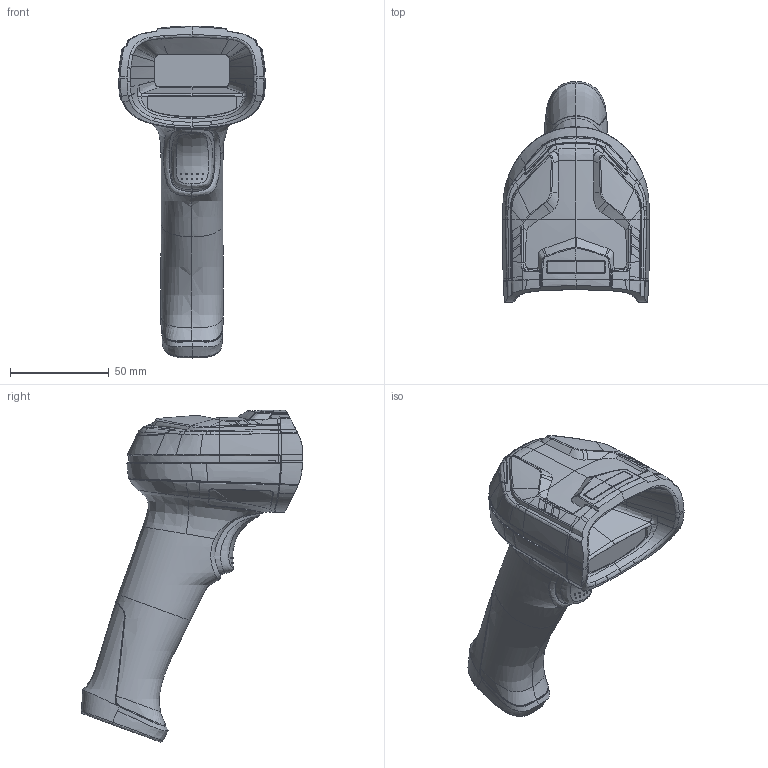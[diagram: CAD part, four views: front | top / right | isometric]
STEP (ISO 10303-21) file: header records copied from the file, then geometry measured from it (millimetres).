
FILE_DESCRIPTION((''),'2;1');
FILE_NAME('00_ASM','2022-11-17T15:00:45',('fangzhiyong'),(''),'CREO PARAMETRIC BY PTC INC, 2020044','CREO PARAMETRIC BY PTC INC, 2020044','');
FILE_SCHEMA(('CONFIG_CONTROL_DESIGN'));
Products named in the file (17): 0712__20001_A; DE-12-002435_A; BREP_1-8829; BREP_2-8830; BREP_3-8831; _X2_56FE5757_X0__05_A_ASM; DE-12-002398_A_ASM; BREP_3-8819; BREP_3-8821; BREP_5; BREP_6; BREP_7; BREP_8; BREP_9; BREP_10; DOCUMENT_A_ASM; 00_ASM
Assembly tree (16 placements, depth 5):
  00_ASM
    DOCUMENT_A_ASM
      0712__20001_A
      DE-12-002435_A
      DE-12-002398_A_ASM
        _X2_56FE5757_X0__05_A_ASM
          BREP_1-8829
          BREP_2-8830
          BREP_3-8831
      BREP_3-8819
      BREP_3-8821
      BREP_5
      BREP_6
      BREP_7
      BREP_8
      BREP_9
      BREP_10
Bounding box: 74.41 x 112.12 x 168.21 mm (x, y, z)
Volume: 165996.6 mm3; surface area: 138746.7 mm2
Topology: 13 solids, 20 shells, 2577 faces, 7225 edges, 4670 vertices
Faces by surface type: plane 1026, bspline 977, cylinder 300, extrusion 188, cone 32, sphere 32, torus 22
Entity records: 174251 total; most frequent: CARTESIAN_POINT 118544, ORIENTED_EDGE 14396, EDGE_CURVE 7198, DIRECTION 6649, VERTEX_POINT 4670, B_SPLINE_CURVE_WITH_KNOTS 4266, VECTOR 2887, LINE 2699
